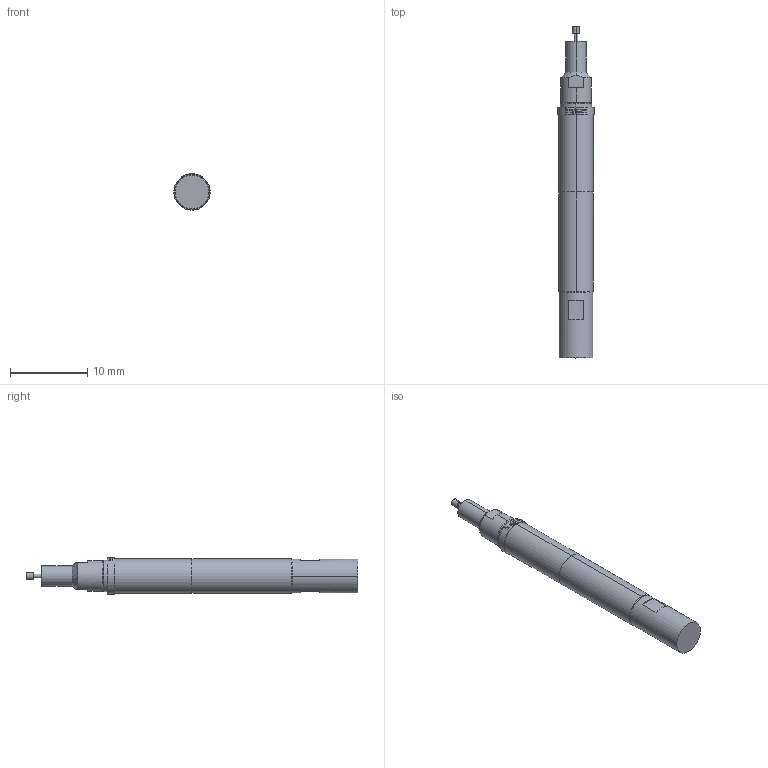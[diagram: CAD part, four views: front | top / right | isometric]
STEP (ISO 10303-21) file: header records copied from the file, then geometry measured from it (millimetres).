
FILE_DESCRIPTION (( 'STEP AP203' ), '1' );
FILE_NAME ('INGUN_HFS-8x0_303_090_A_xx43_Y6.STEP', '2022-04-26T12:29:57', ( 'ochi' ), ( '' ), 'SwSTEP 2.0', 'SolidWorks 2018', '' );
FILE_SCHEMA (( 'CONFIG_CONTROL_DESIGN' ));
Length unit declared in the file: millimetre
Products named in the file (1): INGUN_HFS-8x0_303_090_A_xx43_Y6
Bounding box: 4.7 x 43 x 4.7 mm (x, y, z)
Volume: 579.3 mm3; surface area: 590.7 mm2
Topology: 1 solids, 1 shells, 130 faces, 318 edges, 203 vertices
Faces by surface type: plane 47, bspline 35, cylinder 30, cone 16, torus 2
Entity records: 4825 total; most frequent: CARTESIAN_POINT 2136, ORIENTED_EDGE 632, DIRECTION 376, EDGE_CURVE 316, VERTEX_POINT 203, B_SPLINE_CURVE_WITH_KNOTS 197, AXIS2_PLACEMENT_3D 161, EDGE_LOOP 145
